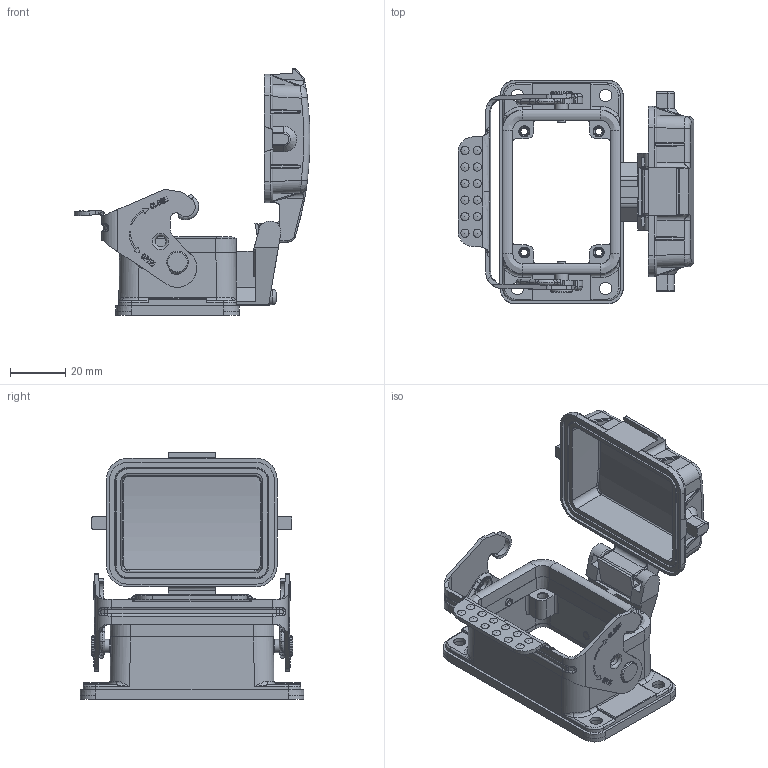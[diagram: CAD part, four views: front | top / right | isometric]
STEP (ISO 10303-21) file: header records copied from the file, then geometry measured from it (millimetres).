
FILE_DESCRIPTION(/* description */ (''),/* implementation_level */ '2;1');
FILE_NAME(/* name */ 'H6B-BK-1L-MCV.stp',/* time_stamp */ '2020-12-17T07:52:44+08:00',/* author */ (''),/* organization */ (''),/* preprocessor_version */ 'ST-DEVELOPER v16',/* originating_system */ 'SIEMENS PLM Software NX 10.0',/* authorisation */ '');
FILE_SCHEMA (('AUTOMOTIVE_DESIGN { 1 0 10303 214 3 1 1 1 }'));
Length unit declared in the file: millimetre
Products named in the file (1): Admi1F309DF4b44c
Bounding box: 85.71 x 81.19 x 89.67 mm (x, y, z)
Surface area: 42397.4 mm2 (no closed solid volume)
Topology: 0 solids, 1423 shells, 1459 faces, 7493 edges, 7347 vertices
Faces by surface type: plane 618, cylinder 461, bspline 166, torus 124, cone 48, extrusion 40, sphere 2
Full cylindrical faces by diameter (mm): 2 x12, 2.3 x2, 3 x42, 3.2 x2, 4 x2, 4.5 x8, 4.8 x2, 5 x2, 5.5 x2, 7 x2, 7.8 x2
Entity records: 140171 total; most frequent: CARTESIAN_POINT 75469, DIRECTION 10026, VERTEX_POINT 7238, ORIENTED_EDGE 7226, EDGE_CURVE 7226, VECTOR 3750, LINE 3710, AXIS2_PLACEMENT_3D 3138
